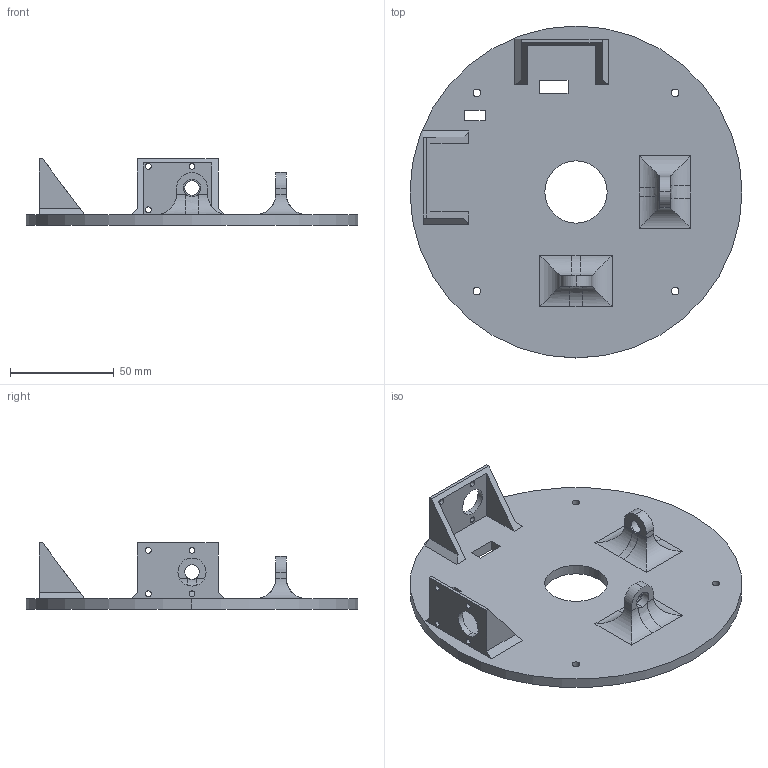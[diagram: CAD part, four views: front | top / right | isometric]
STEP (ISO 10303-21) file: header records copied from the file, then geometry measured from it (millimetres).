
FILE_DESCRIPTION (( 'STEP AP214' ), '1' );
FILE_NAME ('waist_frame_ver2_copy.STEP', '2024-12-11T22:41:08', ( '' ), ( '' ), 'SwSTEP 2.0', 'SolidWorks 2024', '' );
FILE_SCHEMA (( 'AUTOMOTIVE_DESIGN' ));
Length unit declared in the file: millimetre
Products named in the file (1): waist_frame_ver2_copy
Bounding box: 160 x 160 x 32 mm (x, y, z)
Volume: 109239.4 mm3; surface area: 49206.4 mm2
Topology: 1 solids, 1 shells, 100 faces, 272 edges, 176 vertices
Faces by surface type: cylinder 56, plane 40, bspline 4
Entity records: 3459 total; most frequent: CARTESIAN_POINT 785, DIRECTION 558, ORIENTED_EDGE 544, EDGE_CURVE 272, AXIS2_PLACEMENT_3D 201, VERTEX_POINT 176, LINE 156, VECTOR 156
